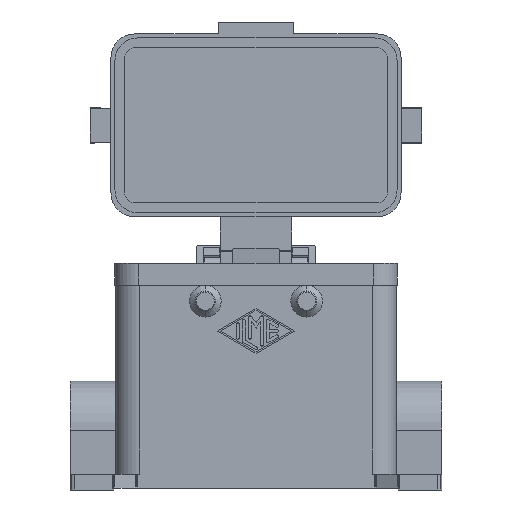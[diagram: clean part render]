
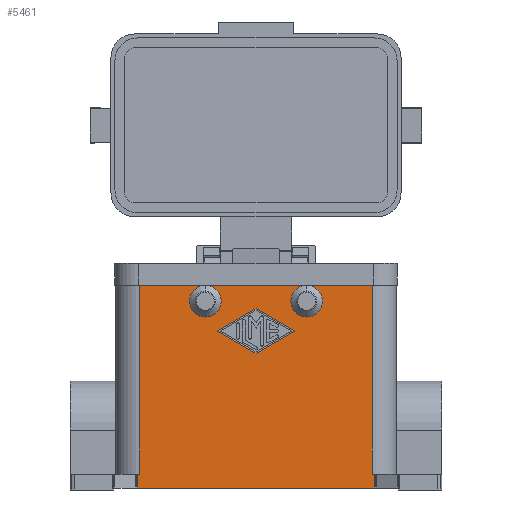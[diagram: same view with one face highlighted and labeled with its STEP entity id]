
A CAD part, front view. The second image highlights one B-rep face of the part: STEP entity #5461.
In plain terms, the highlighted planar face has unit normal (0, -1, 0).
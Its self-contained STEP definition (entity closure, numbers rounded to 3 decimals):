
#2719=CARTESIAN_POINT('',(12.75,-21.75,23.5));
#2720=VERTEX_POINT('',#2719);
#2727=CARTESIAN_POINT('',(12.75,-21.75,15.5));
#2728=VERTEX_POINT('',#2727);
#2729=CARTESIAN_POINT('',(12.75,-21.75,19.5));
#2730=DIRECTION('',(0.0,1.0,0.0));
#2731=DIRECTION('',(0.0,0.0,1.0));
#2732=AXIS2_PLACEMENT_3D('',#2729,#2730,#2731);
#2733=CIRCLE('',#2732,4.);
#2734=EDGE_CURVE('',#2728,#2720,#2733,.T.);
#3120=CARTESIAN_POINT('',(-12.75,-21.75,23.5));
#3121=VERTEX_POINT('',#3120);
#3128=CARTESIAN_POINT('',(-12.75,-21.75,15.5));
#3129=VERTEX_POINT('',#3128);
#3130=CARTESIAN_POINT('',(-12.75,-21.75,19.5));
#3131=DIRECTION('',(0.0,1.0,0.0));
#3132=DIRECTION('',(0.0,0.0,1.0));
#3133=AXIS2_PLACEMENT_3D('',#3130,#3131,#3132);
#3134=CIRCLE('',#3133,4.);
#3135=EDGE_CURVE('',#3129,#3121,#3134,.T.);
#3674=CARTESIAN_POINT('',(-29.853,-21.75,-27.5));
#3675=VERTEX_POINT('',#3674);
#3683=CARTESIAN_POINT('',(-29.853,-21.75,-24.0));
#3684=VERTEX_POINT('',#3683);
#3685=CARTESIAN_POINT('',(-29.853,-21.75,-27.5));
#3686=DIRECTION('',(0.0,0.0,1.0));
#3687=VECTOR('',#3686,3.5);
#3688=LINE('',#3685,#3687);
#3689=EDGE_CURVE('',#3675,#3684,#3688,.T.);
#4549=CARTESIAN_POINT('',(29.853,-21.75,-27.5));
#4550=VERTEX_POINT('',#4549);
#4558=CARTESIAN_POINT('',(29.853,-21.75,-27.5));
#4559=DIRECTION('',(-1.0,0.0,0.0));
#4560=VECTOR('',#4559,59.706);
#4561=LINE('',#4558,#4560);
#4562=EDGE_CURVE('',#4550,#3675,#4561,.T.);
#5260=CARTESIAN_POINT('',(29.25,-21.75,-24.0));
#5261=VERTEX_POINT('',#5260);
#5269=CARTESIAN_POINT('',(29.853,-21.75,-24.0));
#5270=VERTEX_POINT('',#5269);
#5271=CARTESIAN_POINT('',(29.25,-21.75,-24.0));
#5272=DIRECTION('',(1.0,0.0,0.0));
#5273=VECTOR('',#5272,0.603);
#5274=LINE('',#5271,#5273);
#5275=EDGE_CURVE('',#5261,#5270,#5274,.T.);
#5353=CARTESIAN_POINT('',(29.25,-21.75,1.5));
#5354=DIRECTION('',(0.0,-1.0,0.0));
#5355=DIRECTION('',(0.0,0.0,-1.0));
#5356=AXIS2_PLACEMENT_3D('',#5353,#5354,#5355);
#5357=PLANE('',#5356);
#5358=ORIENTED_EDGE('',*,*,#3689,.F.);
#5359=ORIENTED_EDGE('',*,*,#4562,.F.);
#5360=CARTESIAN_POINT('',(29.853,-21.75,-24.0));
#5361=DIRECTION('',(0.0,0.0,-1.0));
#5362=VECTOR('',#5361,3.5);
#5363=LINE('',#5360,#5362);
#5364=EDGE_CURVE('',#5270,#4550,#5363,.T.);
#5365=ORIENTED_EDGE('',*,*,#5364,.F.);
#5366=ORIENTED_EDGE('',*,*,#5275,.F.);
#5367=CARTESIAN_POINT('',(29.25,-21.75,23.5));
#5368=VERTEX_POINT('',#5367);
#5369=CARTESIAN_POINT('',(29.25,-21.75,23.5));
#5370=DIRECTION('',(0.0,0.0,-1.0));
#5371=VECTOR('',#5370,47.5);
#5372=LINE('',#5369,#5371);
#5373=EDGE_CURVE('',#5368,#5261,#5372,.T.);
#5374=ORIENTED_EDGE('',*,*,#5373,.F.);
#5375=CARTESIAN_POINT('',(29.25,-21.75,23.5));
#5376=DIRECTION('',(-1.0,0.0,0.0));
#5377=VECTOR('',#5376,16.5);
#5378=LINE('',#5375,#5377);
#5379=EDGE_CURVE('',#5368,#2720,#5378,.T.);
#5380=ORIENTED_EDGE('',*,*,#5379,.T.);
#5381=CARTESIAN_POINT('',(12.75,-21.75,19.5));
#5382=DIRECTION('',(0.0,1.0,0.0));
#5383=DIRECTION('',(0.0,0.0,1.0));
#5384=AXIS2_PLACEMENT_3D('',#5381,#5382,#5383);
#5385=CIRCLE('',#5384,4.);
#5386=EDGE_CURVE('',#2720,#2728,#5385,.T.);
#5387=ORIENTED_EDGE('',*,*,#5386,.T.);
#5388=ORIENTED_EDGE('',*,*,#2734,.T.);
#5389=CARTESIAN_POINT('',(12.75,-21.75,23.5));
#5390=DIRECTION('',(-1.0,0.0,0.0));
#5391=VECTOR('',#5390,25.5);
#5392=LINE('',#5389,#5391);
#5393=EDGE_CURVE('',#2720,#3121,#5392,.T.);
#5394=ORIENTED_EDGE('',*,*,#5393,.T.);
#5395=CARTESIAN_POINT('',(-12.75,-21.75,19.5));
#5396=DIRECTION('',(0.0,1.0,0.0));
#5397=DIRECTION('',(0.0,0.0,1.0));
#5398=AXIS2_PLACEMENT_3D('',#5395,#5396,#5397);
#5399=CIRCLE('',#5398,4.);
#5400=EDGE_CURVE('',#3121,#3129,#5399,.T.);
#5401=ORIENTED_EDGE('',*,*,#5400,.T.);
#5402=ORIENTED_EDGE('',*,*,#3135,.T.);
#5403=CARTESIAN_POINT('',(-29.25,-21.75,23.5));
#5404=VERTEX_POINT('',#5403);
#5405=CARTESIAN_POINT('',(-12.75,-21.75,23.5));
#5406=DIRECTION('',(-1.0,0.0,0.0));
#5407=VECTOR('',#5406,16.5);
#5408=LINE('',#5405,#5407);
#5409=EDGE_CURVE('',#3121,#5404,#5408,.T.);
#5410=ORIENTED_EDGE('',*,*,#5409,.T.);
#5411=CARTESIAN_POINT('',(-29.25,-21.75,-24.0));
#5412=VERTEX_POINT('',#5411);
#5413=CARTESIAN_POINT('',(-29.25,-21.75,23.5));
#5414=DIRECTION('',(0.0,0.0,-1.0));
#5415=VECTOR('',#5414,47.5);
#5416=LINE('',#5413,#5415);
#5417=EDGE_CURVE('',#5404,#5412,#5416,.T.);
#5418=ORIENTED_EDGE('',*,*,#5417,.T.);
#5419=CARTESIAN_POINT('',(-29.25,-21.75,-24.0));
#5420=DIRECTION('',(-1.0,0.0,0.0));
#5421=VECTOR('',#5420,0.603);
#5422=LINE('',#5419,#5421);
#5423=EDGE_CURVE('',#5412,#3684,#5422,.T.);
#5424=ORIENTED_EDGE('',*,*,#5423,.T.);
#5425=EDGE_LOOP('',(#5358,#5359,#5365,#5366,#5374,#5380,#5387,#5388,#5394,#5401,#5402,#5410,#5418,#5424));
#5426=FACE_OUTER_BOUND('',#5425,.T.);
#5427=CARTESIAN_POINT('',(0.,-21.75,6.375));
#5428=VERTEX_POINT('',#5427);
#5429=CARTESIAN_POINT('',(-9.75,-21.75,12.));
#5430=VERTEX_POINT('',#5429);
#5431=CARTESIAN_POINT('',(0.,-21.75,6.375));
#5432=DIRECTION('',(-0.866,0.0,0.5));
#5433=VECTOR('',#5432,11.256);
#5434=LINE('',#5431,#5433);
#5435=EDGE_CURVE('',#5428,#5430,#5434,.T.);
#5436=ORIENTED_EDGE('',*,*,#5435,.T.);
#5437=CARTESIAN_POINT('',(0.,-21.75,17.625));
#5438=VERTEX_POINT('',#5437);
#5439=CARTESIAN_POINT('',(-9.75,-21.75,12.));
#5440=DIRECTION('',(0.866,0.0,0.5));
#5441=VECTOR('',#5440,11.256);
#5442=LINE('',#5439,#5441);
#5443=EDGE_CURVE('',#5430,#5438,#5442,.T.);
#5444=ORIENTED_EDGE('',*,*,#5443,.T.);
#5445=CARTESIAN_POINT('',(9.75,-21.75,12.));
#5446=VERTEX_POINT('',#5445);
#5447=CARTESIAN_POINT('',(0.,-21.75,17.625));
#5448=DIRECTION('',(0.866,0.0,-0.5));
#5449=VECTOR('',#5448,11.256);
#5450=LINE('',#5447,#5449);
#5451=EDGE_CURVE('',#5438,#5446,#5450,.T.);
#5452=ORIENTED_EDGE('',*,*,#5451,.T.);
#5453=CARTESIAN_POINT('',(9.75,-21.75,12.));
#5454=DIRECTION('',(-0.866,0.0,-0.5));
#5455=VECTOR('',#5454,11.256);
#5456=LINE('',#5453,#5455);
#5457=EDGE_CURVE('',#5446,#5428,#5456,.T.);
#5458=ORIENTED_EDGE('',*,*,#5457,.T.);
#5459=EDGE_LOOP('',(#5436,#5444,#5452,#5458));
#5460=FACE_BOUND('',#5459,.T.);
#5461=ADVANCED_FACE('',(#5426,#5460),#5357,.T.);
